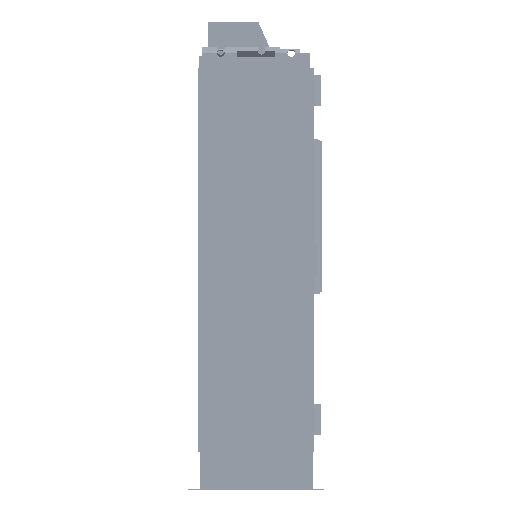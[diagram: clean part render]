
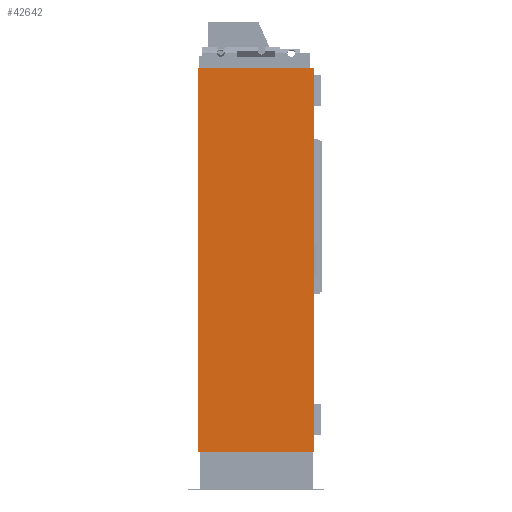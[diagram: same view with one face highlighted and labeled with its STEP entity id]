
A CAD part, left-side view. The second image highlights one B-rep face of the part: STEP entity #42642.
In plain terms, the highlighted planar face has unit normal (-1, 0, 0).
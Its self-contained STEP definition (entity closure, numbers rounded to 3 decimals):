
#36606=FACE_OUTER_BOUND('',#87707,.T.);
#42642=ADVANCED_FACE('',(#36606),#48152,.T.);
#48152=PLANE('',#156755);
#57398=LINE('',#214219,#71626);
#57933=LINE('',#215853,#72161);
#57934=LINE('',#215855,#72162);
#57935=LINE('',#215857,#72163);
#71626=VECTOR('',#174666,1.);
#72161=VECTOR('',#175719,1.);
#72162=VECTOR('',#175720,1.);
#72163=VECTOR('',#175721,1.);
#87707=EDGE_LOOP('',(#108342,#108343,#108344,#108345));
#108342=ORIENTED_EDGE('',*,*,#143373,.F.);
#108343=ORIENTED_EDGE('',*,*,#144036,.T.);
#108344=ORIENTED_EDGE('',*,*,#144037,.F.);
#108345=ORIENTED_EDGE('',*,*,#144038,.F.);
#129824=VERTEX_POINT('',#214214);
#129826=VERTEX_POINT('',#214218);
#130311=VERTEX_POINT('',#215854);
#130312=VERTEX_POINT('',#215856);
#143373=EDGE_CURVE('',#129826,#129824,#57398,.T.);
#144036=EDGE_CURVE('',#129826,#130311,#57933,.T.);
#144037=EDGE_CURVE('',#130312,#130311,#57934,.T.);
#144038=EDGE_CURVE('',#129824,#130312,#57935,.T.);
#156755=AXIS2_PLACEMENT_3D('',#215858,#175722,#175723);
#174666=DIRECTION('',(0.,-1.,0.));
#175719=DIRECTION('',(0.,0.,-1.));
#175720=DIRECTION('',(0.,1.,0.));
#175721=DIRECTION('',(0.,0.,-1.));
#175722=DIRECTION('',(-1.,0.,0.));
#175723=DIRECTION('',(0.,0.,1.));
#214214=CARTESIAN_POINT('',(-1950.,0.,1899.5));
#214218=CARTESIAN_POINT('',(-1950.,600.,1899.5));
#214219=CARTESIAN_POINT('',(-1950.,600.,1899.5));
#215853=CARTESIAN_POINT('',(-1950.,600.,1932.5));
#215854=CARTESIAN_POINT('',(-1950.,600.,-100.));
#215855=CARTESIAN_POINT('',(-1950.,600.,-100.));
#215856=CARTESIAN_POINT('',(-1950.,0.,-100.));
#215857=CARTESIAN_POINT('',(-1950.,0.,0.));
#215858=CARTESIAN_POINT('',(-1950.,300.,1932.5));
